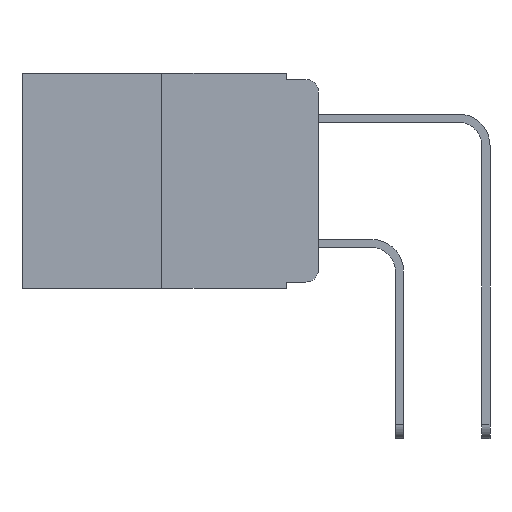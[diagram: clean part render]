
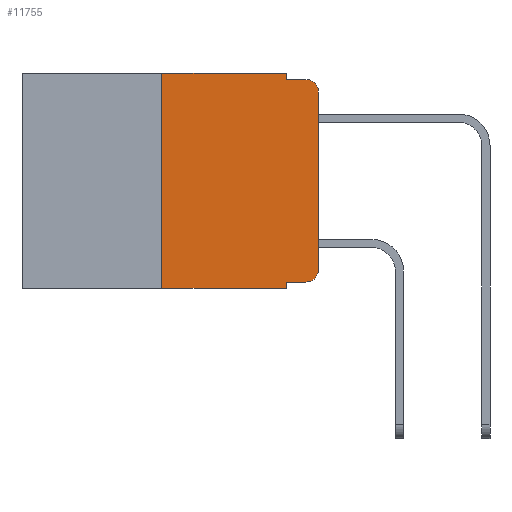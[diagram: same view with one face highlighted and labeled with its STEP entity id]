
A CAD part, left-side view. The second image highlights one B-rep face of the part: STEP entity #11755.
In plain terms, the highlighted planar face has unit normal (-1, 0, 0).
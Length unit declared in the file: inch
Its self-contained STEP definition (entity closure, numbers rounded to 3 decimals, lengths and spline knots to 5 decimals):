
#135 = EDGE_CURVE ( 'NONE', #438, #6358, #3569, .T. ) ;
#139 = CARTESIAN_POINT ( 'NONE',  ( 0., 0.473, 0. ) ) ;
#153 = DIRECTION ( 'NONE',  ( 0., 0., 1. ) ) ;
#231 = LINE ( 'NONE', #9450, #11718 ) ;
#408 = CARTESIAN_POINT ( 'NONE',  ( 0., 0.02, -0.313 ) ) ;
#417 = VECTOR ( 'NONE', #11281, 39.37008 ) ;
#438 = VERTEX_POINT ( 'NONE', #5100 ) ;
#636 = CARTESIAN_POINT ( 'NONE',  ( 0., 0.051, 0. ) ) ;
#1041 = AXIS2_PLACEMENT_3D ( 'NONE', #3176, #10830, #4297 ) ;
#1144 = VECTOR ( 'NONE', #153, 39.37008 ) ;
#1326 = EDGE_CURVE ( 'NONE', #7182, #12414, #3053, .T. ) ;
#1355 = DIRECTION ( 'NONE',  ( 0., 0., 1. ) ) ;
#1414 = EDGE_CURVE ( 'NONE', #9838, #13593, #13201, .T. ) ;
#1457 = VECTOR ( 'NONE', #3287, 39.37008 ) ;
#1726 = CARTESIAN_POINT ( 'NONE',  ( 0., 0.051, -0.343 ) ) ;
#1791 = DIRECTION ( 'NONE',  ( 0., -1., 0. ) ) ;
#2612 = CARTESIAN_POINT ( 'NONE',  ( 0., 0.051, 0. ) ) ;
#2685 = LINE ( 'NONE', #5850, #11089 ) ;
#2816 = DIRECTION ( 'NONE',  ( 0., 0., -1. ) ) ;
#2867 = FACE_OUTER_BOUND ( 'NONE', #3514, .T. ) ;
#3053 = LINE ( 'NONE', #636, #8531 ) ;
#3067 = DIRECTION ( 'NONE',  ( -1., 0., 0. ) ) ;
#3176 = CARTESIAN_POINT ( 'NONE',  ( 0., 0.02, -0.03 ) ) ;
#3212 = DIRECTION ( 'NONE',  ( 0., 0., -1. ) ) ;
#3287 = DIRECTION ( 'NONE',  ( 0., -1., 0. ) ) ;
#3397 = ORIENTED_EDGE ( 'NONE', *, *, #135, .T. ) ;
#3514 = EDGE_LOOP ( 'NONE', ( #11102, #10555, #11250, #14269, #3654, #11624, #13855, #6589, #13422, #3397 ) ) ;
#3569 = CIRCLE ( 'NONE', #5229, 0.02 ) ;
#3654 = ORIENTED_EDGE ( 'NONE', *, *, #11637, .F. ) ;
#3786 = EDGE_CURVE ( 'NONE', #6358, #9838, #12489, .T. ) ;
#3902 = CARTESIAN_POINT ( 'NONE',  ( 0., 0.051, -0.333 ) ) ;
#4097 = DIRECTION ( 'NONE',  ( 0., 0., -1. ) ) ;
#4297 = DIRECTION ( 'NONE',  ( 0., 0., -1. ) ) ;
#4772 = CARTESIAN_POINT ( 'NONE',  ( 0., 0.051, -0.333 ) ) ;
#4783 = VECTOR ( 'NONE', #1791, 39.37008 ) ;
#5100 = CARTESIAN_POINT ( 'NONE',  ( 0., 0.02, -0.333 ) ) ;
#5229 = AXIS2_PLACEMENT_3D ( 'NONE', #408, #3067, #3212 ) ;
#5618 = VERTEX_POINT ( 'NONE', #11949 ) ;
#5850 = CARTESIAN_POINT ( 'NONE',  ( 0., 0.25, 0. ) ) ;
#6108 = CARTESIAN_POINT ( 'NONE',  ( 0., 0.25, 0. ) ) ;
#6234 = CARTESIAN_POINT ( 'NONE',  ( 0., 0.051, -0.01 ) ) ;
#6358 = VERTEX_POINT ( 'NONE', #12208 ) ;
#6417 = EDGE_CURVE ( 'NONE', #8132, #14246, #2685, .T. ) ;
#6478 = LINE ( 'NONE', #4772, #417 ) ;
#6589 = ORIENTED_EDGE ( 'NONE', *, *, #1326, .F. ) ;
#6968 = DIRECTION ( 'NONE',  ( 0., -1., 0. ) ) ;
#7042 = EDGE_CURVE ( 'NONE', #7182, #438, #6478, .T. ) ;
#7182 = VERTEX_POINT ( 'NONE', #3902 ) ;
#7183 = VECTOR ( 'NONE', #6968, 39.37008 ) ;
#7202 = PLANE ( 'NONE',  #8031 ) ;
#7682 = LINE ( 'NONE', #6234, #4783 ) ;
#8031 = AXIS2_PLACEMENT_3D ( 'NONE', #8281, #9391, #2816 ) ;
#8132 = VERTEX_POINT ( 'NONE', #11494 ) ;
#8262 = CARTESIAN_POINT ( 'NONE',  ( 0., 0.02, -0.01 ) ) ;
#8281 = CARTESIAN_POINT ( 'NONE',  ( 0., 0.473, 0. ) ) ;
#8531 = VECTOR ( 'NONE', #4097, 39.37008 ) ;
#8731 = CARTESIAN_POINT ( 'NONE',  ( 0., 0.473, -0.343 ) ) ;
#9207 = CARTESIAN_POINT ( 'NONE',  ( 0., 0., -0.03 ) ) ;
#9391 = DIRECTION ( 'NONE',  ( 1., 0., 0. ) ) ;
#9450 = CARTESIAN_POINT ( 'NONE',  ( 0., 0.051, 0. ) ) ;
#9564 = EDGE_CURVE ( 'NONE', #8132, #12414, #10642, .T. ) ;
#9838 = VERTEX_POINT ( 'NONE', #9207 ) ;
#10098 = LINE ( 'NONE', #139, #7183 ) ;
#10555 = ORIENTED_EDGE ( 'NONE', *, *, #1414, .T. ) ;
#10642 = LINE ( 'NONE', #8731, #1457 ) ;
#10830 = DIRECTION ( 'NONE',  ( -1., 0., 0. ) ) ;
#11089 = VECTOR ( 'NONE', #1355, 39.37008 ) ;
#11102 = ORIENTED_EDGE ( 'NONE', *, *, #3786, .T. ) ;
#11250 = ORIENTED_EDGE ( 'NONE', *, *, #11834, .F. ) ;
#11281 = DIRECTION ( 'NONE',  ( 0., -1., 0. ) ) ;
#11293 = CARTESIAN_POINT ( 'NONE',  ( 0., 0., 0. ) ) ;
#11494 = CARTESIAN_POINT ( 'NONE',  ( 0., 0.25, -0.343 ) ) ;
#11624 = ORIENTED_EDGE ( 'NONE', *, *, #6417, .F. ) ;
#11637 = EDGE_CURVE ( 'NONE', #14246, #11685, #10098, .T. ) ;
#11685 = VERTEX_POINT ( 'NONE', #2612 ) ;
#11718 = VECTOR ( 'NONE', #12641, 39.37008 ) ;
#11755 = ADVANCED_FACE ( 'NONE', ( #2867 ), #7202, .F. ) ;
#11834 = EDGE_CURVE ( 'NONE', #5618, #13593, #7682, .T. ) ;
#11949 = CARTESIAN_POINT ( 'NONE',  ( 0., 0.051, -0.01 ) ) ;
#12208 = CARTESIAN_POINT ( 'NONE',  ( 0., 0., -0.313 ) ) ;
#12414 = VERTEX_POINT ( 'NONE', #1726 ) ;
#12489 = LINE ( 'NONE', #11293, #1144 ) ;
#12641 = DIRECTION ( 'NONE',  ( 0., 0., -1. ) ) ;
#13201 = CIRCLE ( 'NONE', #1041, 0.02 ) ;
#13422 = ORIENTED_EDGE ( 'NONE', *, *, #7042, .T. ) ;
#13593 = VERTEX_POINT ( 'NONE', #8262 ) ;
#13855 = ORIENTED_EDGE ( 'NONE', *, *, #9564, .T. ) ;
#14246 = VERTEX_POINT ( 'NONE', #6108 ) ;
#14269 = ORIENTED_EDGE ( 'NONE', *, *, #14295, .F. ) ;
#14295 = EDGE_CURVE ( 'NONE', #11685, #5618, #231, .T. ) ;
